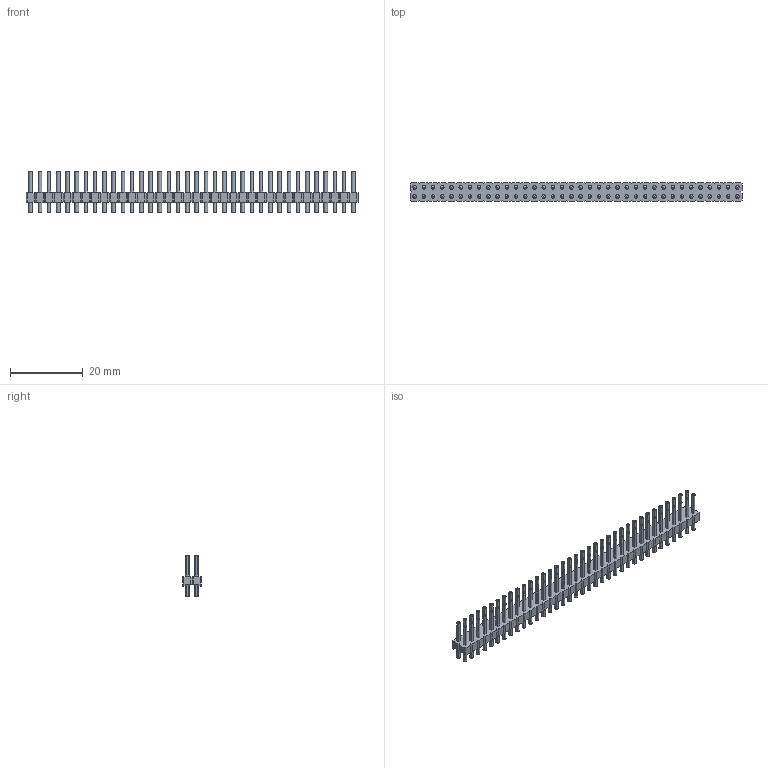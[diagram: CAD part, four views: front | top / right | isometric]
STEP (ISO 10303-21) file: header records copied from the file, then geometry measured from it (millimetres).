
FILE_DESCRIPTION(/* description */ ('-'),/* implementation_level */ '2;1');
FILE_NAME(/* name */ 'Stiftleiste, RM 2,54 mm - 6-3 mm, gerade - 2 x 36 - schwarz',/* time_stamp */ '2022-04-18T17:29:53+02:00',/* author */ ('c.wilms'),/* organization */ ('-'),/* preprocessor_version */ 'ST-DEVELOPER v16.7',/* originating_system */ 'Solid Edge',/* authorisation */ 'Unknown');
FILE_SCHEMA (('AUTOMOTIVE_DESIGN {1 0 10303 214 3 1 1}'));
Length unit declared in the file: millimetre
Products named in the file (3): Stiftleiste, RM 2,54 mm - 6-3 mm, gerade - 2 x 36 - schwarz; Stiftleiste, RM 2,54 mm - Stift -  6-3 mm, gerade; Stiftleiste, RM 2,54 mm - Träger - 2 x 36 - schwarz
Assembly tree (73 placements, depth 2):
  Stiftleiste, RM 2,54 mm - 6-3 mm, gerade - 2 x 36 - schwarz
    Stiftleiste, RM 2,54 mm - Stift -  6-3 mm, gerade  x72
    Stiftleiste, RM 2,54 mm - Träger - 2 x 36 - schwarz
Bounding box: 91.44 x 5.08 x 11.54 mm (x, y, z)
Volume: 1257.3 mm3; surface area: 6502 mm2
Topology: 73 solids, 145 shells, 2174 faces, 6084 edges, 4056 vertices
Faces by surface type: plane 1526, cylinder 648
Full cylindrical faces by diameter (mm): 1 x72
Entity records: 28668 total; most frequent: CARTESIAN_POINT 5003, ORIENTED_EDGE 4922, DIRECTION 4854, EDGE_CURVE 2462, LINE 1868, VECTOR 1868, VERTEX_POINT 1642, AXIS2_PLACEMENT_3D 1493
